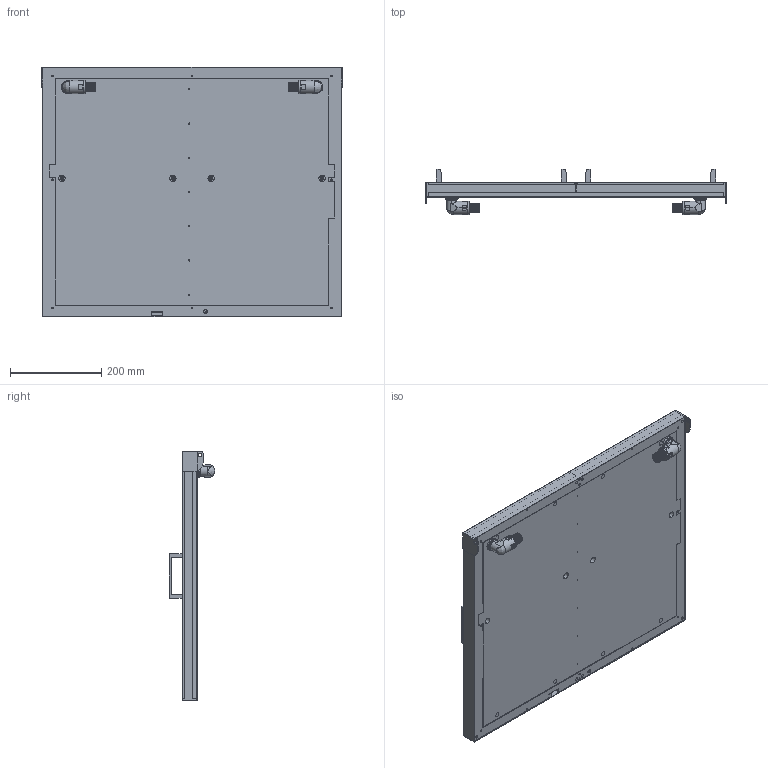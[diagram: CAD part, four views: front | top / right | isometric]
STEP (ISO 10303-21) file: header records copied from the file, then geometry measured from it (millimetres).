
FILE_DESCRIPTION (( 'STEP AP203' ), '1' );
FILE_NAME ('INGUN_114543.STEP', '2023-06-22T11:57:09', ( '' ), ( '' ), 'SwSTEP 2.0', 'SolidWorks 2021', '' );
FILE_SCHEMA (( 'CONFIG_CONTROL_DESIGN' ));
Length unit declared in the file: millimetre
Products named in the file (15): 114548~0_S; 113760~1_S; 1607~1; 100974~1_KUNDE<S>; 114555~0_Kunde<S>; 114556~0_S; 11655~0; 19420~3; 11657~0; INGUN_114543; 114545~0_KUNDE<S>; ISO7380~n_M04,0x012
Assembly tree (24 placements, depth 3):
  INGUN_114543
    114545~0_KUNDE<S>
    114548~0_S  x2
    114555~0_Kunde<S>  x2
      100974~1_KUNDE<S>
      100974~1_KUNDE<S>
      100974~1_KUNDE<S>
      100974~1_KUNDE<S>
    113760~1_S
    114556~0_S
    1607~1  x4
    19420~3  x2
    11657~0  x2
    11655~0  x2
    ISO7380~n_M04,0x012  x3
Bounding box: 659 x 99.45 x 546 mm (x, y, z)
Volume: 6302110.9 mm3; surface area: 2033541.6 mm2
Topology: 26 solids, 26 shells, 1087 faces, 2603 edges, 1666 vertices
Faces by surface type: cylinder 575, plane 436, cone 58, torus 14, bspline 4
Entity records: 21912 total; most frequent: DIRECTION 3685, CARTESIAN_POINT 3589, ORIENTED_EDGE 3210, EDGE_CURVE 1605, AXIS2_PLACEMENT_3D 1427, VERTEX_POINT 1043, EDGE_LOOP 866, LINE 831
